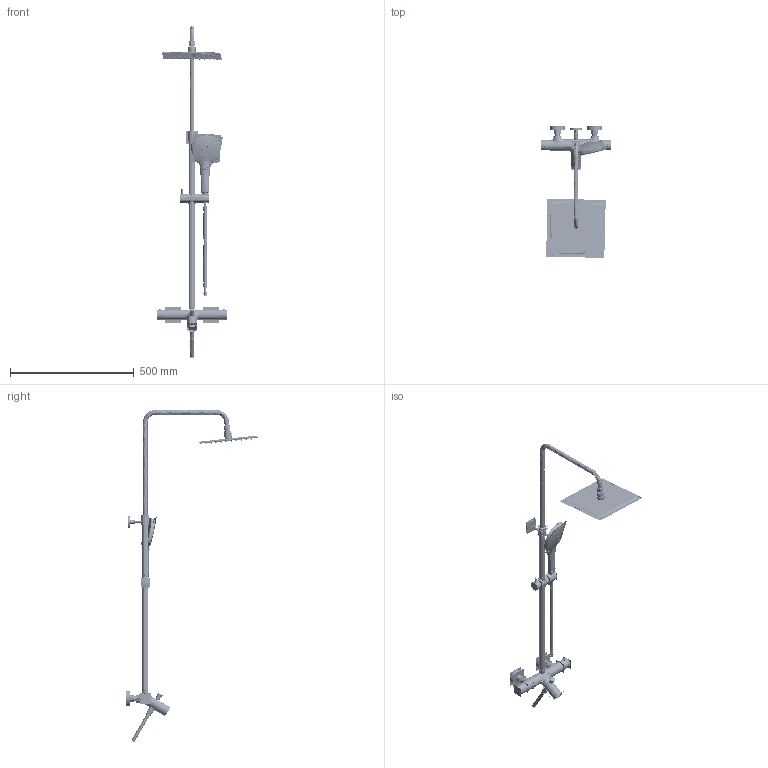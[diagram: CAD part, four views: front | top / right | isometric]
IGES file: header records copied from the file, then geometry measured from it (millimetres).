
Start section:  PTC IGES file: a47211_asm_2.igs
Global section: file name: a47211_asm_2.igs; native system: Creo Parametric by PTC Inc.; preprocessor: 2018300; author: kazem.moradi; organization: Unknown; date: 20210212.170353; units: millimetre
Bounding box: 284.55 x 534.69 x 1340.34 mm (x, y, z)
Surface area: 1496685.8 mm2 (no closed solid volume)
Topology: 0 solids, 0 shells, 13387 faces, 183572 edges, 239302 vertices
Faces by surface type: bspline 8314, revolution 4877, extrusion 196
